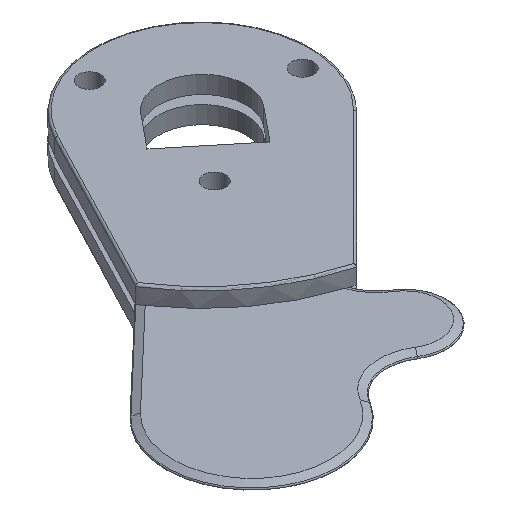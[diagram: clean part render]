
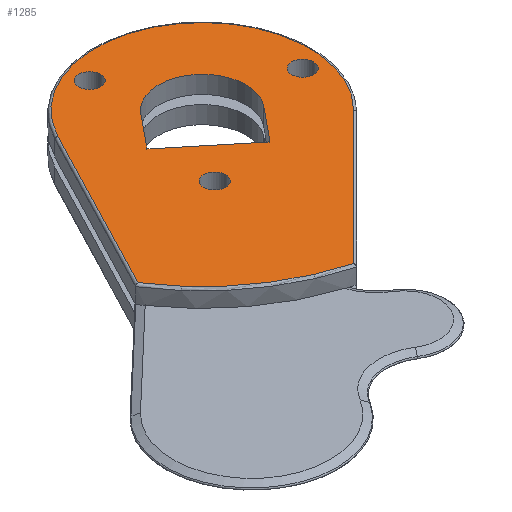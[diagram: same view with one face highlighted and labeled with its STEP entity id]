
A CAD part, isometric view. The second image highlights one B-rep face of the part: STEP entity #1285.
In plain terms, the highlighted planar face has unit normal (0, 0, 1).
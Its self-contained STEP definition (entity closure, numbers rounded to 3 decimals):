
#43=CARTESIAN_POINT('',(-15.159,59.516,6.));
#44=VERTEX_POINT('',#43);
#51=CARTESIAN_POINT('',(-10.159,59.516,6.));
#52=VERTEX_POINT('',#51);
#53=CARTESIAN_POINT('',(-12.659,59.516,6.));
#54=DIRECTION('',(1.,0.,0.));
#55=DIRECTION('',(0.,0.,1.));
#56=AXIS2_PLACEMENT_3D('',#53,#55,#54);
#57=CIRCLE('',#56,2.5);
#58=EDGE_CURVE('',#52,#44,#57,.T.);
#60=CARTESIAN_POINT('',(-12.659,59.516,6.));
#61=DIRECTION('',(-1.,0.,0.));
#62=DIRECTION('',(0.,0.,1.));
#63=AXIS2_PLACEMENT_3D('',#60,#62,#61);
#64=CIRCLE('',#63,2.5);
#65=EDGE_CURVE('',#44,#52,#64,.T.);
#145=CARTESIAN_POINT('',(-9.58,93.705,6.));
#146=VERTEX_POINT('',#145);
#153=CARTESIAN_POINT('',(-4.58,93.705,6.));
#154=VERTEX_POINT('',#153);
#155=CARTESIAN_POINT('',(-7.08,93.705,6.));
#156=DIRECTION('',(1.,0.,0.));
#157=DIRECTION('',(0.,0.,1.));
#158=AXIS2_PLACEMENT_3D('',#155,#157,#156);
#159=CIRCLE('',#158,2.5);
#160=EDGE_CURVE('',#154,#146,#159,.T.);
#162=CARTESIAN_POINT('',(-7.08,93.705,6.));
#163=DIRECTION('',(-1.,0.,0.));
#164=DIRECTION('',(0.,0.,1.));
#165=AXIS2_PLACEMENT_3D('',#162,#164,#163);
#166=CIRCLE('',#165,2.5);
#167=EDGE_CURVE('',#146,#154,#166,.T.);
#247=CARTESIAN_POINT('',(17.239,71.779,6.));
#248=VERTEX_POINT('',#247);
#255=CARTESIAN_POINT('',(22.239,71.779,6.));
#256=VERTEX_POINT('',#255);
#257=CARTESIAN_POINT('',(19.739,71.779,6.));
#258=DIRECTION('',(1.,0.,0.));
#259=DIRECTION('',(0.,0.,1.));
#260=AXIS2_PLACEMENT_3D('',#257,#259,#258);
#261=CIRCLE('',#260,2.5);
#262=EDGE_CURVE('',#256,#248,#261,.T.);
#264=CARTESIAN_POINT('',(19.739,71.779,6.));
#265=DIRECTION('',(-1.,0.,0.));
#266=DIRECTION('',(0.,0.,1.));
#267=AXIS2_PLACEMENT_3D('',#264,#266,#265);
#268=CIRCLE('',#267,2.5);
#269=EDGE_CURVE('',#248,#256,#268,.T.);
#290=CARTESIAN_POINT('',(7.742,68.671,6.));
#291=VERTEX_POINT('',#290);
#298=CARTESIAN_POINT('',(1.412,60.929,6.));
#299=VERTEX_POINT('',#298);
#300=CARTESIAN_POINT('',(1.412,60.929,6.));
#301=DIRECTION('',(0.633,0.774,0.));
#302=VECTOR('',#301,10.);
#303=LINE('',#300,#302);
#304=EDGE_CURVE('',#299,#291,#303,.T.);
#371=CARTESIAN_POINT('',(-7.742,81.329,6.));
#372=VERTEX_POINT('',#371);
#379=CARTESIAN_POINT('',(0.,75.,6.));
#380=DIRECTION('',(0.774,-0.633,0.));
#381=DIRECTION('',(0.,0.,1.));
#382=AXIS2_PLACEMENT_3D('',#379,#381,#380);
#383=CIRCLE('',#382,10.);
#384=EDGE_CURVE('',#291,#372,#383,.T.);
#445=CARTESIAN_POINT('',(-14.071,73.588,6.));
#446=VERTEX_POINT('',#445);
#453=CARTESIAN_POINT('',(-7.742,81.329,6.));
#454=DIRECTION('',(-0.633,-0.774,0.));
#455=VECTOR('',#454,10.);
#456=LINE('',#453,#455);
#457=EDGE_CURVE('',#372,#446,#456,.T.);
#587=CARTESIAN_POINT('',(-14.071,73.588,6.));
#588=DIRECTION('',(0.774,-0.633,0.));
#589=VECTOR('',#588,20.);
#590=LINE('',#587,#589);
#591=EDGE_CURVE('',#446,#299,#590,.T.);
#1062=CARTESIAN_POINT('',(-13.132,27.274,6.));
#1063=VERTEX_POINT('',#1062);
#1064=CARTESIAN_POINT('',(-41.575,48.134,6.));
#1065=VERTEX_POINT('',#1064);
#1066=CARTESIAN_POINT('',(0.,75.,6.));
#1067=DIRECTION('',(-0.265,-0.964,0.));
#1068=DIRECTION('',(0.,0.,-1.));
#1069=AXIS2_PLACEMENT_3D('',#1066,#1068,#1067);
#1070=CIRCLE('',#1069,49.5);
#1071=EDGE_CURVE('',#1063,#1065,#1070,.T.);
#1134=CARTESIAN_POINT('',(17.309,57.661,6.));
#1135=VERTEX_POINT('',#1134);
#1143=CARTESIAN_POINT('',(17.309,57.661,6.));
#1144=DIRECTION('',(-0.708,-0.706,0.));
#1145=VECTOR('',#1144,43.012);
#1146=LINE('',#1143,#1145);
#1147=EDGE_CURVE('',#1135,#1063,#1146,.T.);
#1160=CARTESIAN_POINT('',(-21.739,86.299,6.));
#1161=VERTEX_POINT('',#1160);
#1169=CARTESIAN_POINT('',(0.,75.,6.));
#1170=DIRECTION('',(-0.887,0.461,0.));
#1171=DIRECTION('',(0.,0.,-1.));
#1172=AXIS2_PLACEMENT_3D('',#1169,#1171,#1170);
#1173=CIRCLE('',#1172,24.5);
#1174=EDGE_CURVE('',#1161,#1135,#1173,.T.);
#1192=CARTESIAN_POINT('',(-41.575,48.134,6.));
#1193=DIRECTION('',(0.461,0.887,0.));
#1194=VECTOR('',#1193,43.012);
#1195=LINE('',#1192,#1194);
#1196=EDGE_CURVE('',#1065,#1161,#1195,.T.);
#1256=CARTESIAN_POINT('',(-8.537,63.387,6.));
#1257=DIRECTION('',(1.,0.,0.));
#1258=DIRECTION('',(0.,0.,1.));
#1259=AXIS2_PLACEMENT_3D('',#1256,#1258,#1257);
#1260=PLANE('',#1259);
#1261=ORIENTED_EDGE('',*,*,#1071,.F.);
#1262=ORIENTED_EDGE('',*,*,#1147,.F.);
#1263=ORIENTED_EDGE('',*,*,#1174,.F.);
#1264=ORIENTED_EDGE('',*,*,#1196,.F.);
#1265=EDGE_LOOP('',(#1261,#1262,#1263,#1264));
#1266=FACE_OUTER_BOUND('',#1265,.T.);
#1267=ORIENTED_EDGE('',*,*,#65,.F.);
#1268=ORIENTED_EDGE('',*,*,#58,.F.);
#1269=EDGE_LOOP('',(#1267,#1268));
#1270=FACE_BOUND('',#1269,.T.);
#1271=ORIENTED_EDGE('',*,*,#591,.F.);
#1272=ORIENTED_EDGE('',*,*,#457,.F.);
#1273=ORIENTED_EDGE('',*,*,#384,.F.);
#1274=ORIENTED_EDGE('',*,*,#304,.F.);
#1275=EDGE_LOOP('',(#1271,#1272,#1273,#1274));
#1276=FACE_BOUND('',#1275,.T.);
#1277=ORIENTED_EDGE('',*,*,#269,.F.);
#1278=ORIENTED_EDGE('',*,*,#262,.F.);
#1279=EDGE_LOOP('',(#1277,#1278));
#1280=FACE_BOUND('',#1279,.T.);
#1281=ORIENTED_EDGE('',*,*,#167,.F.);
#1282=ORIENTED_EDGE('',*,*,#160,.F.);
#1283=EDGE_LOOP('',(#1281,#1282));
#1284=FACE_BOUND('',#1283,.T.);
#1285=ADVANCED_FACE('F32',(#1266,#1270,#1276,#1280,#1284),#1260,.T.);
